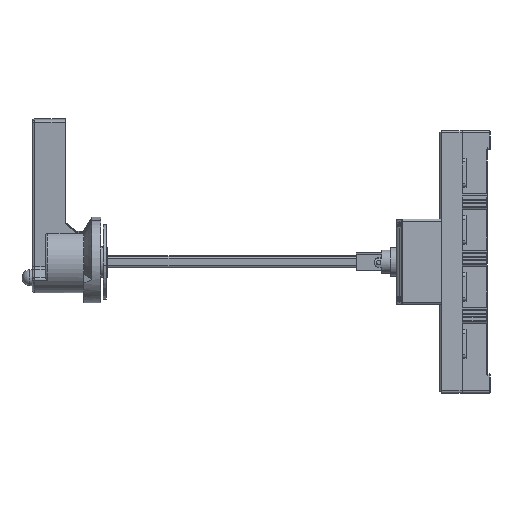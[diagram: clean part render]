
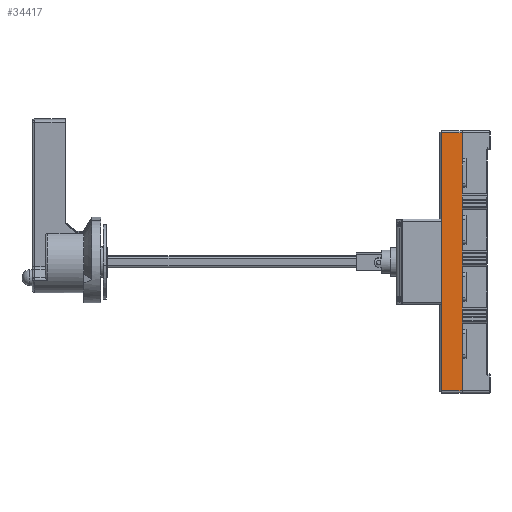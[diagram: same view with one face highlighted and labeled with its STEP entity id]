
A CAD part, left-side view. The second image highlights one B-rep face of the part: STEP entity #34417.
In plain terms, the highlighted planar face has unit normal (-1, 0, 0).
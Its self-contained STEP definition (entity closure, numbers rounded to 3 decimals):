
#21785=DIRECTION('',(0.,0.,-1.));
#21786=VECTOR('',#21785,226.);
#21787=CARTESIAN_POINT('',(-55.,17.793,113.));
#21788=LINE('',#21787,#21786);
#22266=DIRECTION('',(0.,-1.,0.));
#22267=VECTOR('',#22266,17.793);
#22268=CARTESIAN_POINT('',(-55.,17.793,-113.));
#22269=LINE('',#22268,#22267);
#22278=DIRECTION('',(0.,1.,0.));
#22279=VECTOR('',#22278,17.793);
#22280=CARTESIAN_POINT('',(-55.,0.,113.));
#22281=LINE('',#22280,#22279);
#22309=DIRECTION('',(0.,0.,1.));
#22310=VECTOR('',#22309,226.);
#22311=CARTESIAN_POINT('',(-55.,0.,-113.));
#22312=LINE('',#22311,#22310);
#30060=CARTESIAN_POINT('',(-55.,17.793,113.));
#30061=VERTEX_POINT('',#30060);
#30062=CARTESIAN_POINT('',(-55.,17.793,-113.));
#30063=VERTEX_POINT('',#30062);
#30227=CARTESIAN_POINT('',(-55.,0.,-113.));
#30228=VERTEX_POINT('',#30227);
#30229=CARTESIAN_POINT('',(-55.,0.,113.));
#30230=VERTEX_POINT('',#30229);
#34404=CARTESIAN_POINT('',(-55.,18.,-115.));
#34405=DIRECTION('',(1.,0.,0.));
#34406=DIRECTION('',(0.,0.,-1.));
#34407=AXIS2_PLACEMENT_3D('',#34404,#34405,#34406);
#34408=PLANE('',#34407);
#34410=ORIENTED_EDGE('',*,*,#34409,.F.);
#34412=ORIENTED_EDGE('',*,*,#34411,.F.);
#34413=ORIENTED_EDGE('',*,*,#34394,.F.);
#34414=ORIENTED_EDGE('',*,*,#33043,.F.);
#34415=EDGE_LOOP('',(#34410,#34412,#34413,#34414));
#34416=FACE_OUTER_BOUND('',#34415,.F.);
#34417=ADVANCED_FACE('',(#34416),#34408,.F.);
#33043=EDGE_CURVE('',#30061,#30063,#21788,.T.);
#34394=EDGE_CURVE('',#30063,#30228,#22269,.T.);
#34409=EDGE_CURVE('',#30230,#30061,#22281,.T.);
#34411=EDGE_CURVE('',#30228,#30230,#22312,.T.);
